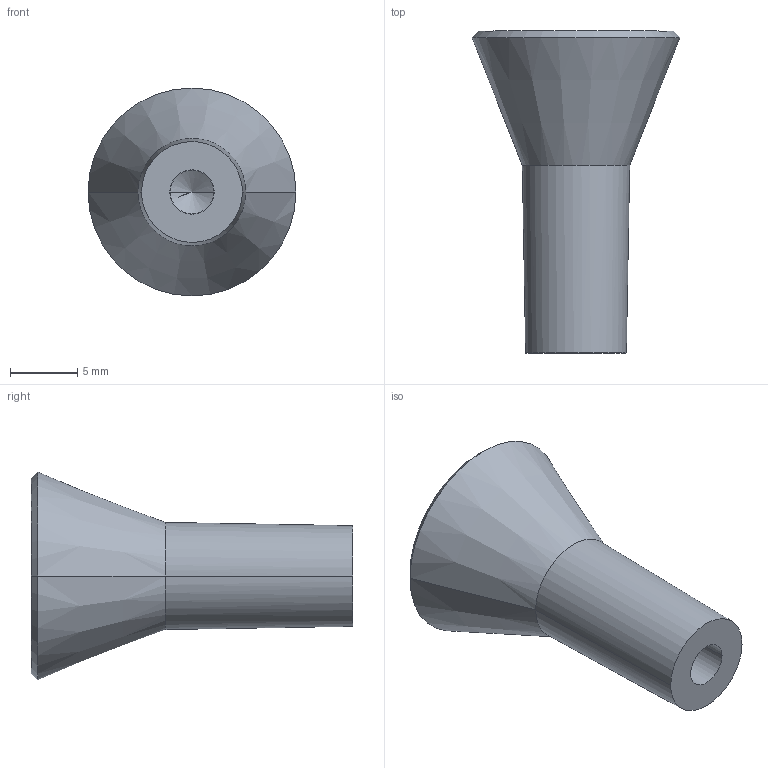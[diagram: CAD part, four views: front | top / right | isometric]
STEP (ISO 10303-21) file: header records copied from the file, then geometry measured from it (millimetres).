
FILE_DESCRIPTION(('Creo Elements/Direct Modeling STEP Export'),'2;1');
FILE_NAME('1581-16.stp','2017-09-07T15:11:07',(''),(''),'Creo Elements/Direct Modeling STEP processor for AP214 (Solid Model)','Creo Elements/Direct Modeling 20.0 12-Nov-2016 (C) Parametric Technology GmbH','');
FILE_SCHEMA(('AUTOMOTIVE_DESIGN { 1 0 10303 214 1 1 1 1 }'));
Length unit declared in the file: millimetre
Products named in the file (1): Knopfteil
Bounding box: 15.5 x 24 x 15.5 mm (x, y, z)
Volume: 1703.8 mm3; surface area: 1096.6 mm2
Topology: 1 solids, 1 shells, 15 faces, 30 edges, 17 vertices
Faces by surface type: cone 6, cylinder 4, plane 3, bspline 2
Entity records: 1305 total; most frequent: CARTESIAN_POINT 992, ORIENTED_EDGE 56, DIRECTION 52, EDGE_CURVE 28, AXIS2_PLACEMENT_3D 21, VERTEX_POINT 17, EDGE_LOOP 17, FACE_OUTER_BOUND 15
